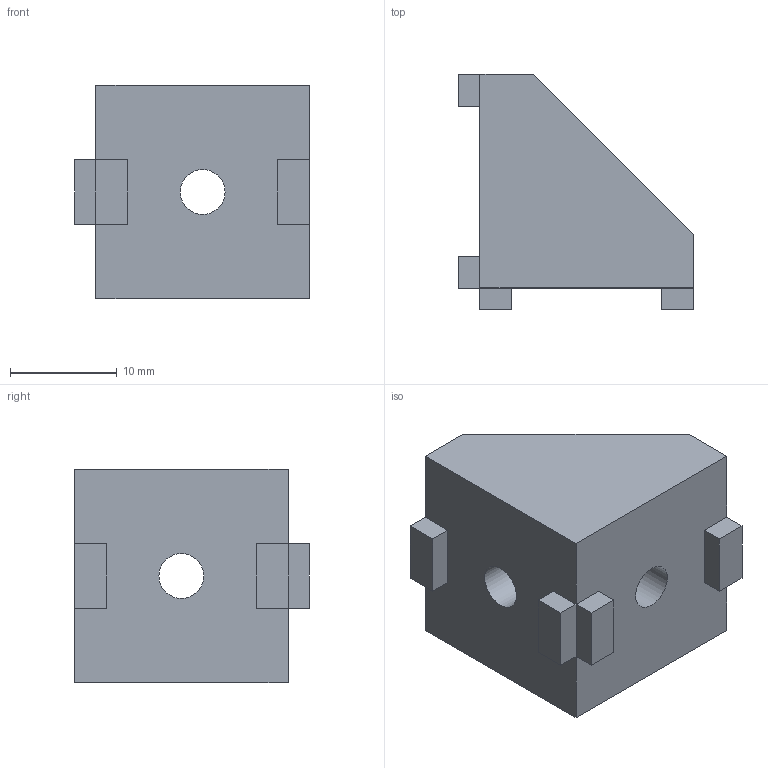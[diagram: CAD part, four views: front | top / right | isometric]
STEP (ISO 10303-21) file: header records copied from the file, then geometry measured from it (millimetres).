
FILE_DESCRIPTION(('FreeCAD Model'),'2;1');
FILE_NAME('corner-reinforcement-2.step', '2020-04-21T13:21:15',('Author'),(''), 'Open CASCADE STEP processor 7.3','FreeCAD','Unknown');
FILE_SCHEMA(('AUTOMOTIVE_DESIGN { 1 0 10303 214 1 1 1 1 }'));
Length unit declared in the file: millimetre
Products named in the file (1): Pocket003
Bounding box: 22 x 22 x 20 mm (x, y, z)
Volume: 4853.7 mm3; surface area: 2529.9 mm2
Topology: 1 solids, 1 shells, 33 faces, 83 edges, 53 vertices
Faces by surface type: plane 27, cylinder 6
Full cylindrical faces by diameter (mm): 4.2 x2, 8.4 x2
Entity records: 2225 total; most frequent: CARTESIAN_POINT 513, DIRECTION 315, LINE 207, VECTOR 207, ORIENTED_EDGE 166, PCURVE 166, DEFINITIONAL_REPRESENTATION 166, EDGE_CURVE 83
